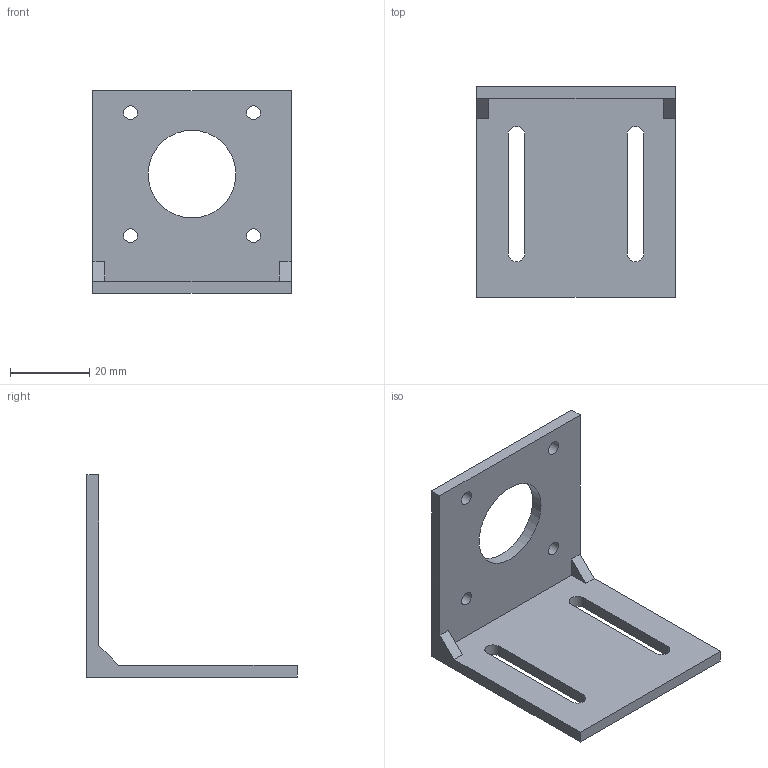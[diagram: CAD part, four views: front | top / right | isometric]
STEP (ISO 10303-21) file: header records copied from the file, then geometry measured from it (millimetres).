
FILE_DESCRIPTION(/* description */ (''),/* implementation_level */ '2;1');
FILE_NAME(/* name */ 'L Bracket NEMA 17 Stepper Motor v2.step',/* time_stamp */ '2017-07-16T14:11:53+06:00',/* author */ (''),/* organization */ (''),/* preprocessor_version */ 'ST-DEVELOPER v16.13',/* originating_system */ 'Autodesk Translation Framework v6.1.1.50',/* authorisation */ '');
FILE_SCHEMA (('AUTOMOTIVE_DESIGN { 1 0 10303 214 3 1 1 }'));
Length unit declared in the file: millimetre
Products named in the file (1): L Bracket NEMA 17 Stepper Motor v2
Bounding box: 50 x 53 x 51 mm (x, y, z)
Volume: 13119.6 mm3; surface area: 10414.2 mm2
Topology: 1 solids, 1 shells, 25 faces, 69 edges, 46 vertices
Faces by surface type: plane 16, cylinder 9
Full cylindrical faces by diameter (mm): 3.5 x4, 22.1 x1
Entity records: 833 total; most frequent: CARTESIAN_POINT 136, DIRECTION 134, ORIENTED_EDGE 128, EDGE_CURVE 64, LINE 46, VECTOR 46, VERTEX_POINT 46, EDGE_LOOP 44
